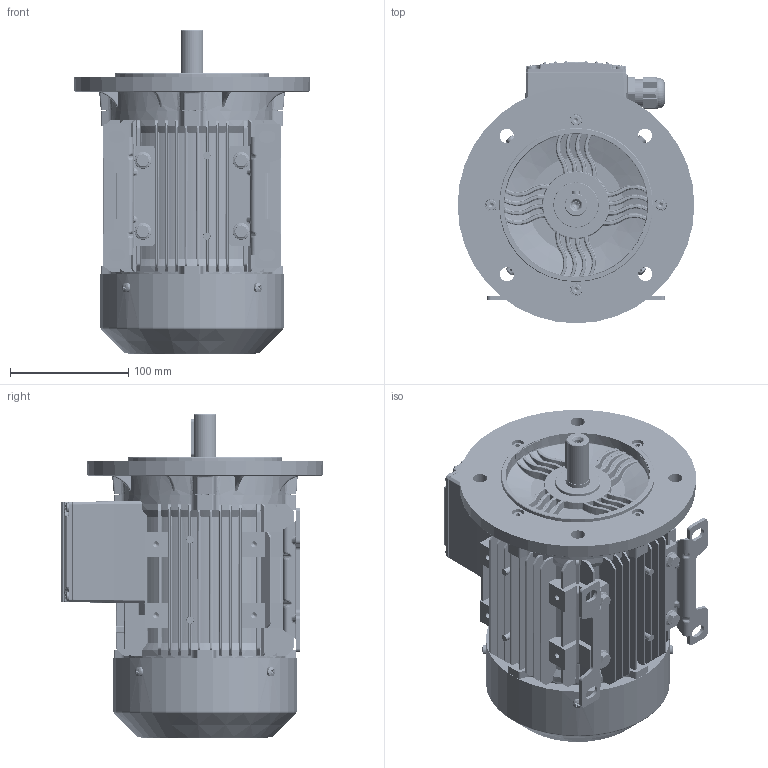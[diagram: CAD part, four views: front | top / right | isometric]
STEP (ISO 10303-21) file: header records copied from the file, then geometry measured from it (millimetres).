
FILE_DESCRIPTION (( 'STEP AP214' ), '1' );
FILE_NAME ('2EC080M2_PA_K1-A.STEP', '2020-06-16T13:53:34', ( '' ), ( '' ), 'SwSTEP 2.0', 'SolidWorks 2019', '' );
FILE_SCHEMA (( 'AUTOMOTIVE_DESIGN' ));
Length unit declared in the file: millimetre
Products named in the file (1): 2EC080M2_PA_K1-A
Bounding box: 200 x 221.92 x 273.5 mm (x, y, z)
Volume: 4190594.8 mm3; surface area: 357785.7 mm2
Topology: 1 solids, 50 shells, 4936 faces, 12525 edges, 7829 vertices
Faces by surface type: cylinder 1607, plane 1466, cone 834, bspline 574, torus 348, sphere 107
Entity records: 195883 total; most frequent: CARTESIAN_POINT 56086, ORIENTED_EDGE 24836, DIRECTION 23227, EDGE_CURVE 12418, AXIS2_PLACEMENT_3D 9205, VERTEX_POINT 7825, EDGE_LOOP 5287, FACE_OUTER_BOUND 4936
